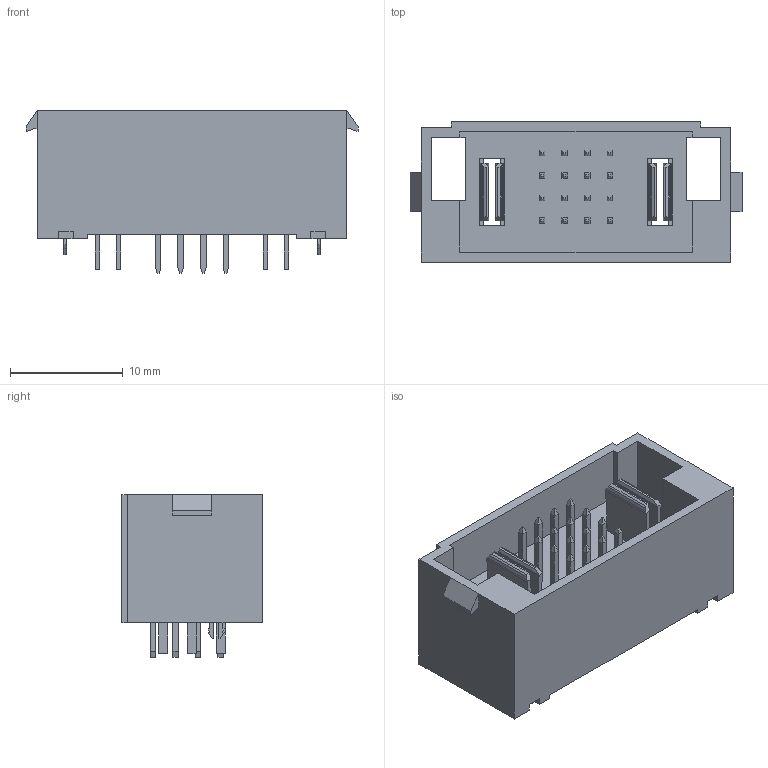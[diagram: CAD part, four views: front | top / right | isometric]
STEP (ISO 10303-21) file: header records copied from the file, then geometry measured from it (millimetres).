
FILE_DESCRIPTION (( 'STEP AP214' ), '1' );
FILE_NAME ('MPTC-01-16-01-6.30-01-L-V-LC.STEP', '2018-06-15T16:36:44', ( '' ), ( '' ), 'SwSTEP 2.0', 'SolidWorks 2018', '' );
FILE_SCHEMA (( 'AUTOMOTIVE_DESIGN' ));
Length unit declared in the file: millimetre
Products named in the file (5): _MPTC_01_16_01_6_30_01_V_p_4; MPTC-01-16-01-6.30-01-L-V-LC; _MPTC_01_04_01_6_30_01_L_V_c_6; _MPTC_01_V_pp_9; _MPTC_01_16_01_6_30_V_LC_t_2
Assembly tree (6 placements, depth 2):
  MPTC-01-16-01-6.30-01-L-V-LC
    _MPTC_01_16_01_6_30_V_LC_t_2
    _MPTC_01_16_01_6_30_01_V_p_4
    _MPTC_01_04_01_6_30_01_L_V_c_6  x2
    _MPTC_01_V_pp_9  x2
Bounding box: 29.44 x 12.45 x 14.43 mm (x, y, z)
Volume: 2267.6 mm3; surface area: 3753.5 mm2
Topology: 6 solids, 6 shells, 605 faces, 1690 edges, 1104 vertices
Faces by surface type: plane 559, cylinder 46
Entity records: 15520 total; most frequent: CARTESIAN_POINT 2756, ORIENTED_EDGE 2708, DIRECTION 2384, EDGE_CURVE 1354, LINE 1304, VECTOR 1304, VERTEX_POINT 880, AXIS2_PLACEMENT_3D 540
